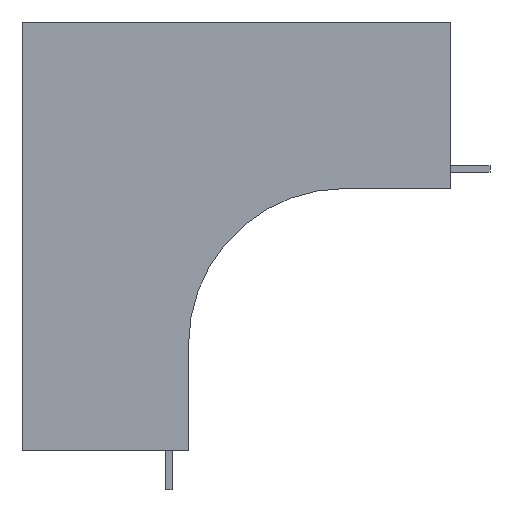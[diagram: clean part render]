
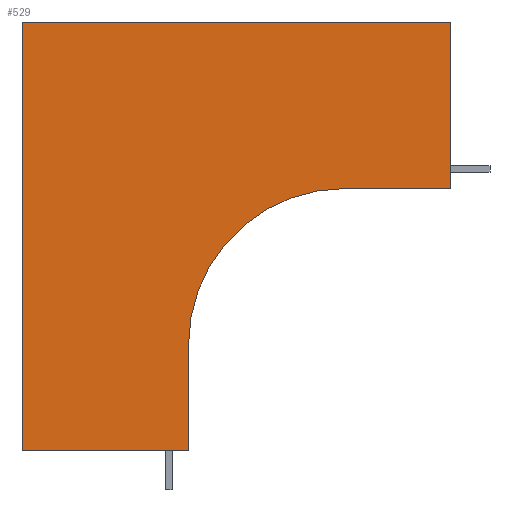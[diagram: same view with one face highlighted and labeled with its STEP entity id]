
A CAD part, front view. The second image highlights one B-rep face of the part: STEP entity #529.
In plain terms, the highlighted planar face has unit normal (0, -1, 0).
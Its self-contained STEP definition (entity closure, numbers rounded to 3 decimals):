
#12 = CARTESIAN_POINT ( 'NONE',  ( -55., -32.95, 55. ) ) ;
#26 = ORIENTED_EDGE ( 'NONE', *, *, #359, .F. ) ;
#27 = CARTESIAN_POINT ( 'NONE',  ( 27.7, -32.95, 12.3 ) ) ;
#28 = LINE ( 'NONE', #837, #1569 ) ;
#129 = EDGE_CURVE ( 'NONE', #1300, #1375, #28, .T. ) ;
#150 = ORIENTED_EDGE ( 'NONE', *, *, #1689, .F. ) ;
#169 = CARTESIAN_POINT ( 'NONE',  ( -55., -32.95, 55. ) ) ;
#202 = CARTESIAN_POINT ( 'NONE',  ( -55., -32.95, -55. ) ) ;
#209 = CARTESIAN_POINT ( 'NONE',  ( 27.7, -32.95, 12.3 ) ) ;
#251 = LINE ( 'NONE', #1617, #1630 ) ;
#270 = VECTOR ( 'NONE', #1409, 1000. ) ;
#286 = DIRECTION ( 'NONE',  ( 0., -1., 0. ) ) ;
#300 = DIRECTION ( 'NONE',  ( 0., 0., -1. ) ) ;
#359 = EDGE_CURVE ( 'NONE', #521, #1422, #251, .T. ) ;
#366 = DIRECTION ( 'NONE',  ( 0., 0., 1. ) ) ;
#371 = VERTEX_POINT ( 'NONE', #202 ) ;
#437 = EDGE_CURVE ( 'NONE', #1522, #1300, #1524, .T. ) ;
#488 = CARTESIAN_POINT ( 'NONE',  ( -55., -32.95, 55. ) ) ;
#521 = VERTEX_POINT ( 'NONE', #1033 ) ;
#524 = VERTEX_POINT ( 'NONE', #209 ) ;
#529 = ADVANCED_FACE ( 'NONE', ( #1181 ), #1161, .F. ) ;
#547 = ORIENTED_EDGE ( 'NONE', *, *, #1710, .F. ) ;
#580 = CARTESIAN_POINT ( 'NONE',  ( 55., -32.95, 55. ) ) ;
#671 = LINE ( 'NONE', #691, #1586 ) ;
#691 = CARTESIAN_POINT ( 'NONE',  ( -55., -32.95, -55. ) ) ;
#697 = EDGE_CURVE ( 'NONE', #524, #521, #1175, .T. ) ;
#724 = ORIENTED_EDGE ( 'NONE', *, *, #697, .F. ) ;
#736 = ORIENTED_EDGE ( 'NONE', *, *, #1552, .F. ) ;
#762 = CARTESIAN_POINT ( 'NONE',  ( -12.3, -32.95, -55. ) ) ;
#786 = DIRECTION ( 'NONE',  ( -1., 0., 0. ) ) ;
#832 = EDGE_LOOP ( 'NONE', ( #150, #736, #26, #724, #547, #1708, #1548 ) ) ;
#836 = DIRECTION ( 'NONE',  ( 0., 0., 1. ) ) ;
#837 = CARTESIAN_POINT ( 'NONE',  ( 55., -32.95, 12.3 ) ) ;
#936 = DIRECTION ( 'NONE',  ( 0., 0., 1. ) ) ;
#1025 = DIRECTION ( 'NONE',  ( -1., 0., 0. ) ) ;
#1033 = CARTESIAN_POINT ( 'NONE',  ( -12.3, -32.95, -27.7 ) ) ;
#1161 = PLANE ( 'NONE',  #1261 ) ;
#1175 = CIRCLE ( 'NONE', #1661, 40. ) ;
#1181 = FACE_OUTER_BOUND ( 'NONE', #832, .T. ) ;
#1261 = AXIS2_PLACEMENT_3D ( 'NONE', #1721, #1301, #366 ) ;
#1300 = VERTEX_POINT ( 'NONE', #580 ) ;
#1301 = DIRECTION ( 'NONE',  ( 0., 1., 0. ) ) ;
#1330 = DIRECTION ( 'NONE',  ( 0., 0., -1. ) ) ;
#1375 = VERTEX_POINT ( 'NONE', #1579 ) ;
#1380 = LINE ( 'NONE', #27, #1473 ) ;
#1409 = DIRECTION ( 'NONE',  ( 1., 0., 0. ) ) ;
#1418 = VECTOR ( 'NONE', #836, 1000. ) ;
#1422 = VERTEX_POINT ( 'NONE', #762 ) ;
#1435 = LINE ( 'NONE', #488, #1418 ) ;
#1473 = VECTOR ( 'NONE', #1025, 1000. ) ;
#1522 = VERTEX_POINT ( 'NONE', #12 ) ;
#1524 = LINE ( 'NONE', #169, #270 ) ;
#1548 = ORIENTED_EDGE ( 'NONE', *, *, #437, .F. ) ;
#1552 = EDGE_CURVE ( 'NONE', #1422, #371, #671, .T. ) ;
#1569 = VECTOR ( 'NONE', #300, 1000. ) ;
#1579 = CARTESIAN_POINT ( 'NONE',  ( 55., -32.95, 12.3 ) ) ;
#1586 = VECTOR ( 'NONE', #786, 1000. ) ;
#1612 = CARTESIAN_POINT ( 'NONE',  ( 27.7, -32.95, -27.7 ) ) ;
#1617 = CARTESIAN_POINT ( 'NONE',  ( -12.3, -32.95, -55. ) ) ;
#1630 = VECTOR ( 'NONE', #1330, 1000. ) ;
#1661 = AXIS2_PLACEMENT_3D ( 'NONE', #1612, #286, #936 ) ;
#1689 = EDGE_CURVE ( 'NONE', #371, #1522, #1435, .T. ) ;
#1708 = ORIENTED_EDGE ( 'NONE', *, *, #129, .F. ) ;
#1710 = EDGE_CURVE ( 'NONE', #1375, #524, #1380, .T. ) ;
#1721 = CARTESIAN_POINT ( 'NONE',  ( 27.7, -32.95, -27.7 ) ) ;
